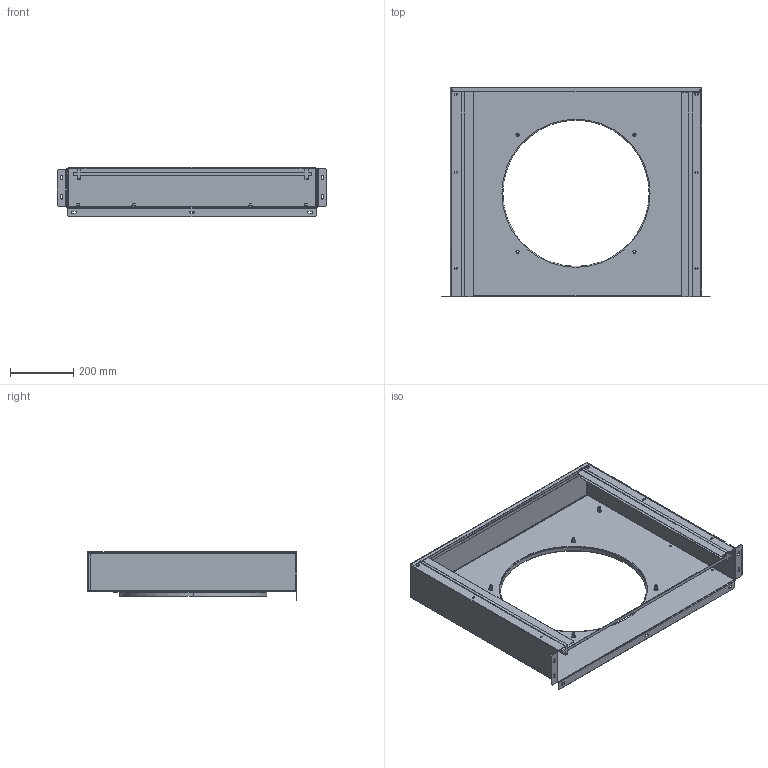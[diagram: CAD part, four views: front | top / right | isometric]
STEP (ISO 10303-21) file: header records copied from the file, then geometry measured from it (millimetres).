
FILE_DESCRIPTION((''),'2;1');
FILE_NAME('191U0744E_ASM','2023-04-04T09:29:29',('U375483'),('DANFOSS COMMERCIAL COMPRESSOR'),'CREO PARAMETRIC BY PTC INC, 2022124','CREO PARAMETRIC BY PTC INC, 2022124','');
FILE_SCHEMA(('CONFIG_CONTROL_DESIGN'));
Length unit declared in the file: millimetre
Products named in the file (6): 193U0040P01; 193U0040P02; 193U5105; 193U0040_ASM; 191U0744; 191U0744E_ASM
Assembly tree (10 placements, depth 3):
  191U0744E_ASM
    193U0040_ASM
      193U0040P01
      193U0040P02
      193U5105  x6
    191U0744
Bounding box: 851.6 x 663 x 156.5 mm (x, y, z)
Volume: 1293162.3 mm3; surface area: 1724621.6 mm2
Topology: 10 solids, 10 shells, 487 faces, 1248 edges, 785 vertices
Faces by surface type: plane 309, cylinder 122, cone 48, bspline 4, torus 4
Entity records: 11524 total; most frequent: CARTESIAN_POINT 2187, ORIENTED_EDGE 1916, DIRECTION 1882, EDGE_CURVE 958, VECTOR 744, LINE 744, VERTEX_POINT 605, AXIS2_PLACEMENT_3D 569
